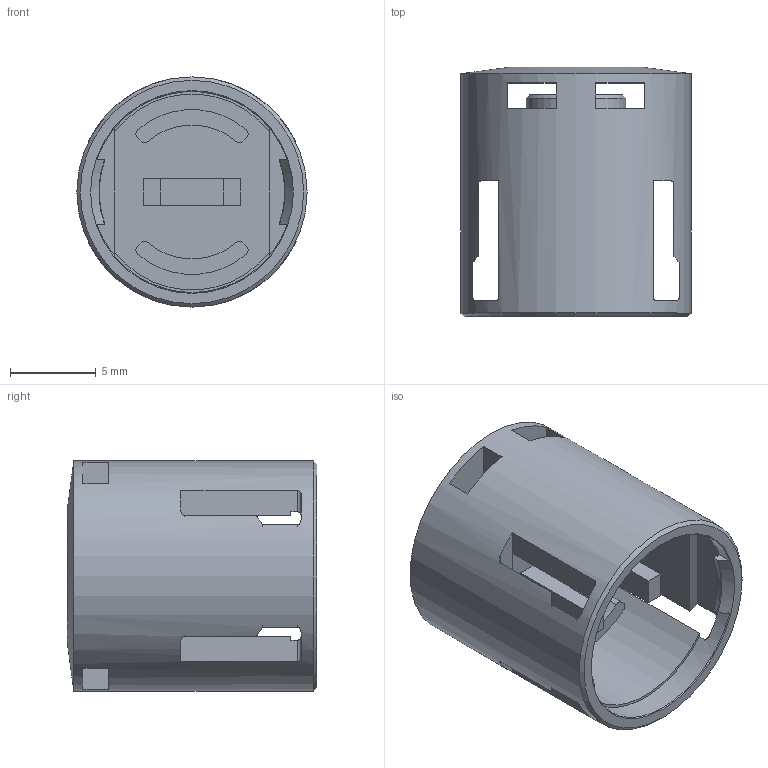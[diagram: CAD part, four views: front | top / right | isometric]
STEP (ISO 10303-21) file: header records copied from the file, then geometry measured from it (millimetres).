
FILE_DESCRIPTION(/* description */ ('STEP AP214'),/* implementation_level */ '2;1');
FILE_NAME(/* name */ '4105147_VAMC-B-S6-CTR',/* time_stamp */ '2024-09-16T07:20:51+02:00',/* author */ ('License CC BY-ND 4.0'),/* organization */ ('CADENAS'),/* preprocessor_version */ 'ST-DEVELOPER v19.3',/* originating_system */ 'PARTsolutions',/* authorisation */ ' ');
FILE_SCHEMA (('AUTOMOTIVE_DESIGN {1 0 10303 214 3 1 1}'));
Length unit declared in the file: millimetre
Products named in the file (1): 4105147 VAMC-B-S6-CTR
Bounding box: 13.4 x 14.5 x 13.4 mm (x, y, z)
Volume: 948.2 mm3; surface area: 1504.1 mm2
Topology: 1 solids, 1 shells, 100 faces, 290 edges, 190 vertices
Faces by surface type: plane 58, cylinder 33, cone 5, torus 4
Full cylindrical faces by diameter (mm): 5 x1, 5.8 x1, 13.4 x1
Entity records: 4047 total; most frequent: CARTESIAN_POINT 677, ORIENTED_EDGE 560, DIRECTION 540, EDGE_CURVE 280, AXIS2_PLACEMENT_3D 191, VERTEX_POINT 188, LINE 158, VECTOR 158
